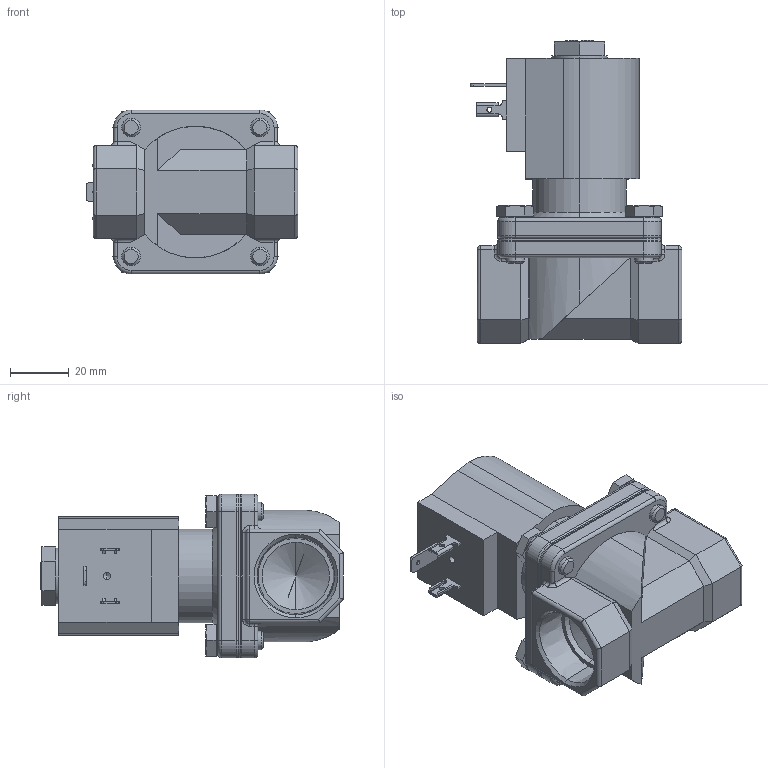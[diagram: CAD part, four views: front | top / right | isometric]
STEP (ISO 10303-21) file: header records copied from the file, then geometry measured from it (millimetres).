
FILE_DESCRIPTION (( 'STEP AP203' ), '1' );
FILE_NAME ('S201YH02N5EG5.step', '2025-12-15T20:39:23', ( '' ), ( '' ), 'SwSTEP 2.0', 'SolidWorks 2024', '' );
FILE_SCHEMA (( 'CONFIG_CONTROL_DESIGN' ));
Length unit declared in the file: inch
Products named in the file (1): S201YH02N5EG5
Bounding box: 72.42 x 103.5 x 56.01 mm (x, y, z)
Volume: 166442.3 mm3; surface area: 28285.4 mm2
Topology: 1 solids, 1 shells, 338 faces, 817 edges, 495 vertices
Faces by surface type: plane 166, cylinder 112, cone 32, torus 24, sphere 4
Entity records: 10387 total; most frequent: CARTESIAN_POINT 2415, DIRECTION 1683, ORIENTED_EDGE 1614, EDGE_CURVE 807, AXIS2_PLACEMENT_3D 604, VERTEX_POINT 495, VECTOR 475, LINE 475
